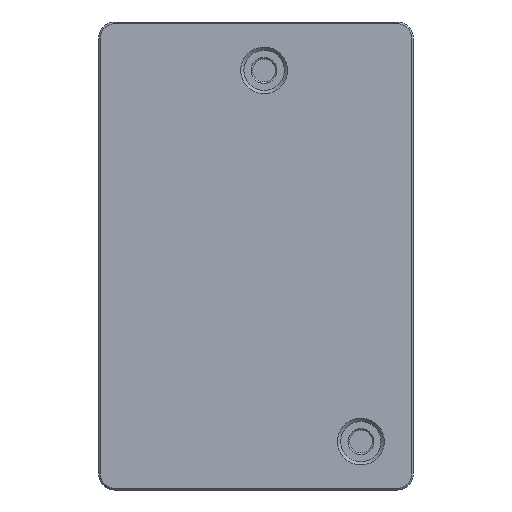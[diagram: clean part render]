
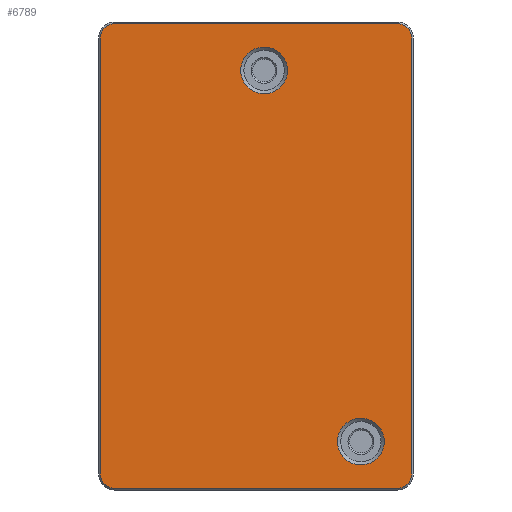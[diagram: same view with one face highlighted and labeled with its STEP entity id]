
A CAD part, front view. The second image highlights one B-rep face of the part: STEP entity #6789.
In plain terms, the highlighted planar face has unit normal (0, -1, 0).
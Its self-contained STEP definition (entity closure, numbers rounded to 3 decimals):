
#50=FACE_BOUND('',#1063,.T.);
#51=FACE_BOUND('',#1064,.T.);
#220=CIRCLE('',#7261,2.9);
#222=CIRCLE('',#7264,1.8);
#223=CIRCLE('',#7265,1.8);
#224=CIRCLE('',#7266,1.8);
#225=CIRCLE('',#7267,1.8);
#226=CIRCLE('',#7268,2.9);
#635=FACE_OUTER_BOUND('',#1062,.T.);
#1062=EDGE_LOOP('',(#4642,#4643,#4644,#4645,#4646,#4647,#4648,#4649));
#1063=EDGE_LOOP('',(#4650));
#1064=EDGE_LOOP('',(#4651));
#1575=LINE('',#10286,#2271);
#1576=LINE('',#10290,#2272);
#1577=LINE('',#10294,#2273);
#1578=LINE('',#10298,#2274);
#2271=VECTOR('',#8107,10.);
#2272=VECTOR('',#8110,10.);
#2273=VECTOR('',#8113,10.);
#2274=VECTOR('',#8116,10.);
#2960=VERTEX_POINT('',#10278);
#2962=VERTEX_POINT('',#10284);
#2963=VERTEX_POINT('',#10285);
#2964=VERTEX_POINT('',#10287);
#2965=VERTEX_POINT('',#10289);
#2966=VERTEX_POINT('',#10291);
#2967=VERTEX_POINT('',#10293);
#2968=VERTEX_POINT('',#10295);
#2969=VERTEX_POINT('',#10297);
#2970=VERTEX_POINT('',#10300);
#3583=EDGE_CURVE('',#2960,#2960,#220,.T.);
#3586=EDGE_CURVE('',#2962,#2963,#1575,.T.);
#3587=EDGE_CURVE('',#2964,#2962,#222,.T.);
#3588=EDGE_CURVE('',#2965,#2964,#1576,.T.);
#3589=EDGE_CURVE('',#2966,#2965,#223,.T.);
#3590=EDGE_CURVE('',#2967,#2966,#1577,.T.);
#3591=EDGE_CURVE('',#2968,#2967,#224,.T.);
#3592=EDGE_CURVE('',#2969,#2968,#1578,.T.);
#3593=EDGE_CURVE('',#2963,#2969,#225,.T.);
#3594=EDGE_CURVE('',#2970,#2970,#226,.T.);
#4642=ORIENTED_EDGE('',*,*,#3586,.F.);
#4643=ORIENTED_EDGE('',*,*,#3587,.F.);
#4644=ORIENTED_EDGE('',*,*,#3588,.F.);
#4645=ORIENTED_EDGE('',*,*,#3589,.F.);
#4646=ORIENTED_EDGE('',*,*,#3590,.F.);
#4647=ORIENTED_EDGE('',*,*,#3591,.F.);
#4648=ORIENTED_EDGE('',*,*,#3592,.F.);
#4649=ORIENTED_EDGE('',*,*,#3593,.F.);
#4650=ORIENTED_EDGE('',*,*,#3594,.F.);
#4651=ORIENTED_EDGE('',*,*,#3583,.F.);
#6561=PLANE('',#7263);
#6789=ADVANCED_FACE('',(#635,#50,#51),#6561,.T.);
#7261=AXIS2_PLACEMENT_3D('',#10279,#8100,#8101);
#7263=AXIS2_PLACEMENT_3D('',#10283,#8105,#8106);
#7264=AXIS2_PLACEMENT_3D('',#10288,#8108,#8109);
#7265=AXIS2_PLACEMENT_3D('',#10292,#8111,#8112);
#7266=AXIS2_PLACEMENT_3D('',#10296,#8114,#8115);
#7267=AXIS2_PLACEMENT_3D('',#10299,#8117,#8118);
#7268=AXIS2_PLACEMENT_3D('',#10301,#8119,#8120);
#8100=DIRECTION('center_axis',(0.,-1.,0.));
#8101=DIRECTION('ref_axis',(1.,0.,0.));
#8105=DIRECTION('center_axis',(0.,-1.,0.));
#8106=DIRECTION('ref_axis',(1.,0.,0.));
#8107=DIRECTION('',(0.,0.,-1.));
#8108=DIRECTION('center_axis',(0.,1.,0.));
#8109=DIRECTION('ref_axis',(1.,0.,0.));
#8110=DIRECTION('',(1.,0.,0.));
#8111=DIRECTION('center_axis',(0.,1.,0.));
#8112=DIRECTION('ref_axis',(0.,0.,1.));
#8113=DIRECTION('',(0.,0.,1.));
#8114=DIRECTION('center_axis',(0.,1.,0.));
#8115=DIRECTION('ref_axis',(-1.,0.,0.));
#8116=DIRECTION('',(-1.,0.,0.));
#8117=DIRECTION('center_axis',(0.,1.,0.));
#8118=DIRECTION('ref_axis',(0.,0.,-1.));
#8119=DIRECTION('center_axis',(0.,-1.,0.));
#8120=DIRECTION('ref_axis',(1.,0.,0.));
#10278=CARTESIAN_POINT('',(17.6,-16.5,-6.));
#10279=CARTESIAN_POINT('Origin',(20.5,-16.5,-6.));
#10283=CARTESIAN_POINT('Origin',(19.5,-16.5,-29.));
#10284=CARTESIAN_POINT('',(38.8,-16.5,-2.));
#10285=CARTESIAN_POINT('',(38.8,-16.5,-56.));
#10286=CARTESIAN_POINT('',(38.8,-16.5,-42.5));
#10287=CARTESIAN_POINT('',(37.,-16.5,-0.2));
#10288=CARTESIAN_POINT('Origin',(37.,-16.5,-2.));
#10289=CARTESIAN_POINT('',(2.,-16.5,-0.2));
#10290=CARTESIAN_POINT('',(28.25,-16.5,-0.2));
#10291=CARTESIAN_POINT('',(0.2,-16.5,-2.));
#10292=CARTESIAN_POINT('Origin',(2.,-16.5,-2.));
#10293=CARTESIAN_POINT('',(0.2,-16.5,-56.));
#10294=CARTESIAN_POINT('',(0.2,-16.5,-15.5));
#10295=CARTESIAN_POINT('',(2.,-16.5,-57.8));
#10296=CARTESIAN_POINT('Origin',(2.,-16.5,-56.));
#10297=CARTESIAN_POINT('',(37.,-16.5,-57.8));
#10298=CARTESIAN_POINT('',(10.75,-16.5,-57.8));
#10299=CARTESIAN_POINT('Origin',(37.,-16.5,-56.));
#10300=CARTESIAN_POINT('',(29.6,-16.5,-52.));
#10301=CARTESIAN_POINT('Origin',(32.5,-16.5,-52.));
